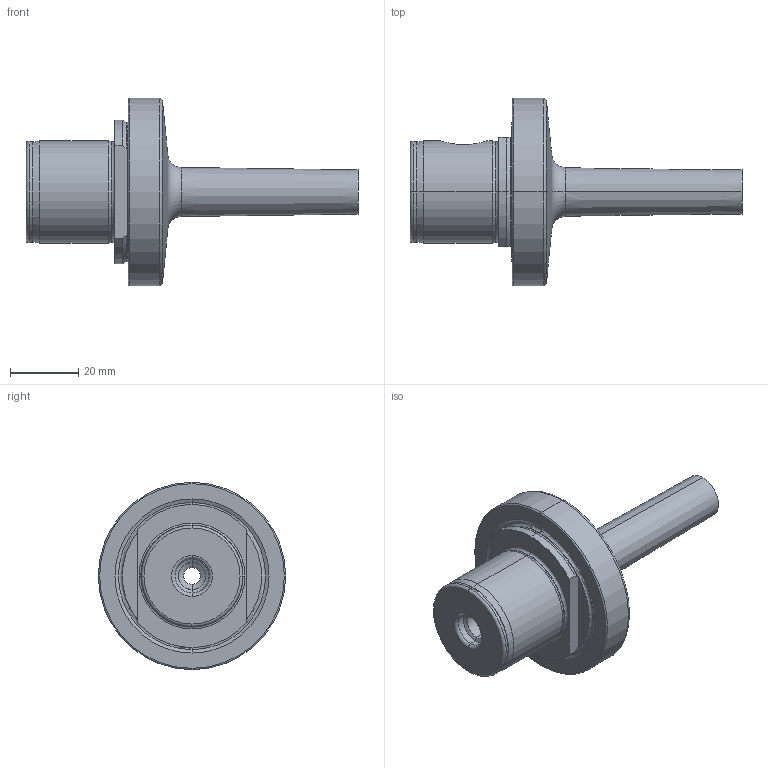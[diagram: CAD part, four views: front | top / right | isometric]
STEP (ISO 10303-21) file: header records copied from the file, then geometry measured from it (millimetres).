
FILE_DESCRIPTION (( 'STEP AP203' ), '1' );
FILE_NAME ('772.550.135.STEP', '2019-12-06T11:35:24', ( '' ), ( '' ), 'SwSTEP 2.0', 'SolidWorks 2017', '' );
FILE_SCHEMA (( 'CONFIG_CONTROL_DESIGN' ));
Length unit declared in the file: millimetre
Products named in the file (1): 772.550.135
Bounding box: 97.5 x 55 x 55 mm (x, y, z)
Volume: 51486.7 mm3; surface area: 14228.1 mm2
Topology: 1 solids, 1 shells, 90 faces, 192 edges, 106 vertices
Faces by surface type: cone 31, torus 28, cylinder 22, plane 9
Entity records: 2597 total; most frequent: CARTESIAN_POINT 529, DIRECTION 476, ORIENTED_EDGE 384, AXIS2_PLACEMENT_3D 209, EDGE_CURVE 192, CIRCLE 118, VERTEX_POINT 106, EDGE_LOOP 96
